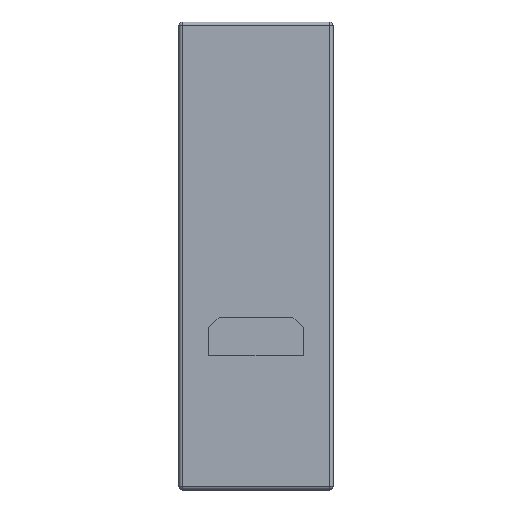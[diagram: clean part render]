
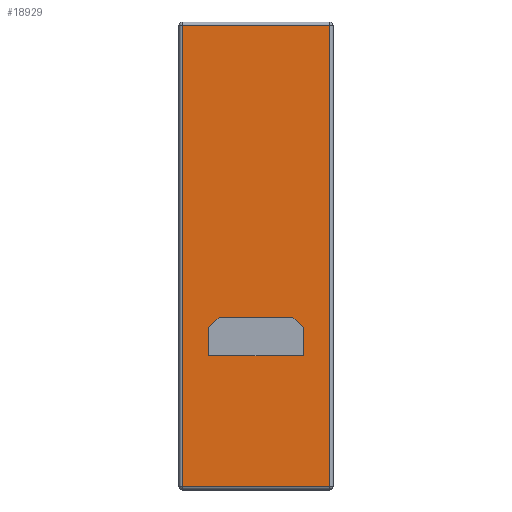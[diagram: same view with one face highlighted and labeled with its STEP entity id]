
A CAD part, top view. The second image highlights one B-rep face of the part: STEP entity #18929.
In plain terms, the highlighted planar face has unit normal (0, 0, 1).
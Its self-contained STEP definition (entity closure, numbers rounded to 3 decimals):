
#321=DIRECTION('',(0.,-1.,0.));
#322=VECTOR('',#321,43.7);
#323=CARTESIAN_POINT('',(-6.5,15.9,15.15));
#324=LINE('',#323,#322);
#4166=DIRECTION('',(-1.,0.,0.));
#4167=VECTOR('',#4166,14.);
#4168=CARTESIAN_POINT('',(7.5,15.9,15.15));
#4169=LINE('',#4168,#4167);
#4185=DIRECTION('',(0.,1.,0.));
#4186=VECTOR('',#4185,43.7);
#4187=CARTESIAN_POINT('',(7.5,-27.8,15.15));
#4188=LINE('',#4187,#4186);
#4193=DIRECTION('',(0.,1.,0.));
#4194=VECTOR('',#4193,2.65);
#4195=CARTESIAN_POINT('',(5.,-15.45,15.15));
#4196=LINE('',#4195,#4194);
#4197=DIRECTION('',(-0.707,0.707,0.));
#4198=VECTOR('',#4197,1.414);
#4199=CARTESIAN_POINT('',(5.,-12.8,15.15));
#4200=LINE('',#4199,#4198);
#4201=DIRECTION('',(-1.,0.,0.));
#4202=VECTOR('',#4201,7.);
#4203=CARTESIAN_POINT('',(4.,-11.8,15.15));
#4204=LINE('',#4203,#4202);
#4205=DIRECTION('',(-0.707,-0.707,0.));
#4206=VECTOR('',#4205,1.414);
#4207=CARTESIAN_POINT('',(-3.,-11.8,15.15));
#4208=LINE('',#4207,#4206);
#4209=DIRECTION('',(0.,-1.,0.));
#4210=VECTOR('',#4209,2.65);
#4211=CARTESIAN_POINT('',(-4.,-12.8,15.15));
#4212=LINE('',#4211,#4210);
#4213=DIRECTION('',(1.,0.,0.));
#4214=VECTOR('',#4213,9.);
#4215=CARTESIAN_POINT('',(-4.,-15.45,15.15));
#4216=LINE('',#4215,#4214);
#4221=DIRECTION('',(1.,0.,0.));
#4222=VECTOR('',#4221,14.);
#4223=CARTESIAN_POINT('',(-6.5,-27.8,15.15));
#4224=LINE('',#4223,#4222);
#10878=CARTESIAN_POINT('',(-6.5,-27.8,15.15));
#10879=VERTEX_POINT('',#10878);
#10880=CARTESIAN_POINT('',(-6.5,15.9,15.15));
#10881=VERTEX_POINT('',#10880);
#12040=CARTESIAN_POINT('',(7.5,15.9,15.15));
#12041=VERTEX_POINT('',#12040);
#12044=CARTESIAN_POINT('',(7.5,-27.8,15.15));
#12045=VERTEX_POINT('',#12044);
#12048=CARTESIAN_POINT('',(5.,-15.45,15.15));
#12049=CARTESIAN_POINT('',(5.,-12.8,15.15));
#12050=VERTEX_POINT('',#12048);
#12051=VERTEX_POINT('',#12049);
#12052=CARTESIAN_POINT('',(4.,-11.8,15.15));
#12053=VERTEX_POINT('',#12052);
#12054=CARTESIAN_POINT('',(-3.,-11.8,15.15));
#12055=VERTEX_POINT('',#12054);
#12056=CARTESIAN_POINT('',(-4.,-12.8,15.15));
#12057=VERTEX_POINT('',#12056);
#12058=CARTESIAN_POINT('',(-4.,-15.45,15.15));
#12059=VERTEX_POINT('',#12058);
#18903=CARTESIAN_POINT('',(0.5,-5.95,15.15));
#18904=DIRECTION('',(0.,0.,1.));
#18905=DIRECTION('',(1.,0.,0.));
#18906=AXIS2_PLACEMENT_3D('',#18903,#18904,#18905);
#18907=PLANE('',#18906);
#18908=ORIENTED_EDGE('',*,*,#18869,.F.);
#18909=ORIENTED_EDGE('',*,*,#18893,.F.);
#18911=ORIENTED_EDGE('',*,*,#18910,.F.);
#18912=ORIENTED_EDGE('',*,*,#13698,.F.);
#18913=EDGE_LOOP('',(#18908,#18909,#18911,#18912));
#18914=FACE_OUTER_BOUND('',#18913,.F.);
#18916=ORIENTED_EDGE('',*,*,#18915,.T.);
#18918=ORIENTED_EDGE('',*,*,#18917,.T.);
#18920=ORIENTED_EDGE('',*,*,#18919,.T.);
#18922=ORIENTED_EDGE('',*,*,#18921,.T.);
#18924=ORIENTED_EDGE('',*,*,#18923,.T.);
#18926=ORIENTED_EDGE('',*,*,#18925,.T.);
#18927=EDGE_LOOP('',(#18916,#18918,#18920,#18922,#18924,#18926));
#18928=FACE_BOUND('',#18927,.F.);
#18929=ADVANCED_FACE('',(#18914,#18928),#18907,.T.);
#13698=EDGE_CURVE('',#10881,#10879,#324,.T.);
#18869=EDGE_CURVE('',#12041,#10881,#4169,.T.);
#18893=EDGE_CURVE('',#12045,#12041,#4188,.T.);
#18910=EDGE_CURVE('',#10879,#12045,#4224,.T.);
#18915=EDGE_CURVE('',#12050,#12051,#4196,.T.);
#18917=EDGE_CURVE('',#12051,#12053,#4200,.T.);
#18919=EDGE_CURVE('',#12053,#12055,#4204,.T.);
#18921=EDGE_CURVE('',#12055,#12057,#4208,.T.);
#18923=EDGE_CURVE('',#12057,#12059,#4212,.T.);
#18925=EDGE_CURVE('',#12059,#12050,#4216,.T.);
